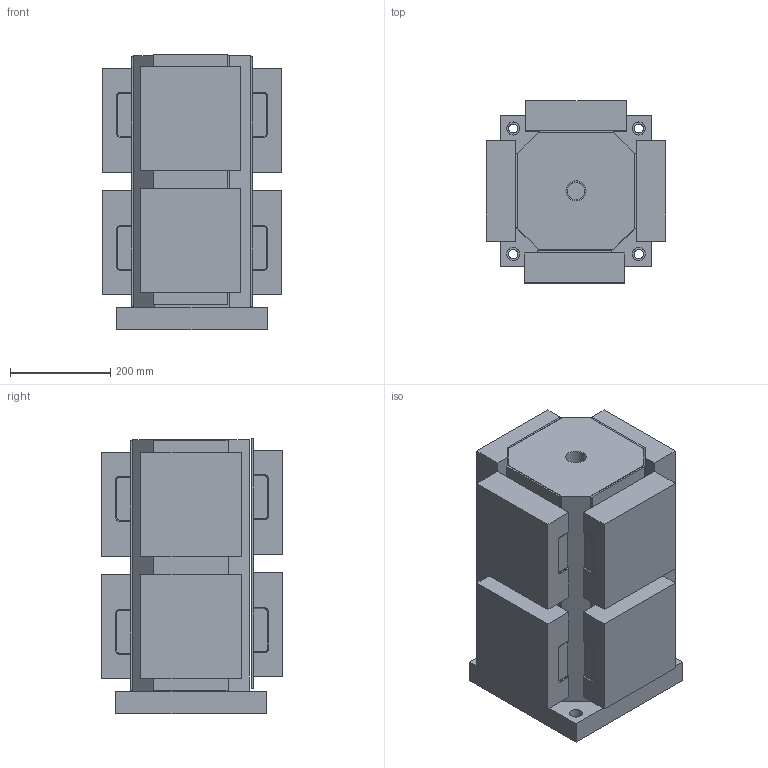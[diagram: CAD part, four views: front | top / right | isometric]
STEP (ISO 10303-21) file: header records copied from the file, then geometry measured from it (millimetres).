
FILE_DESCRIPTION (( 'STEP AP203' ), '1' );
FILE_NAME ('15501.STEP', '2025-03-15T09:21:06', ( '微软用户' ), ( '微软中国' ), 'SwSTEP 2.0', 'SolidWorks 2016', '' );
FILE_SCHEMA (( 'CONFIG_CONTROL_DESIGN' ));
Length unit declared in the file: millimetre
Products named in the file (7): 17_5; Assem1_3; Assem2_5; 3_5; 16_5; 15501; 2_5
Assembly tree (10 placements, depth 4):
  15501
    16_5
    17_5
    Assem1_3  x4
      3_5
      Assem2_5
        2_5
Bounding box: 358 x 361.63 x 547.93 mm (x, y, z)
Volume: 49137043.3 mm3; surface area: 2426598.1 mm2
Topology: 14 solids, 14 shells, 392 faces, 990 edges, 632 vertices
Faces by surface type: plane 194, cylinder 158, bspline 32, cone 8
Entity records: 4773 total; most frequent: CARTESIAN_POINT 733, DIRECTION 718, ORIENTED_EDGE 624, EDGE_CURVE 312, AXIS2_PLACEMENT_3D 269, VERTEX_POINT 204, LINE 180, VECTOR 180
